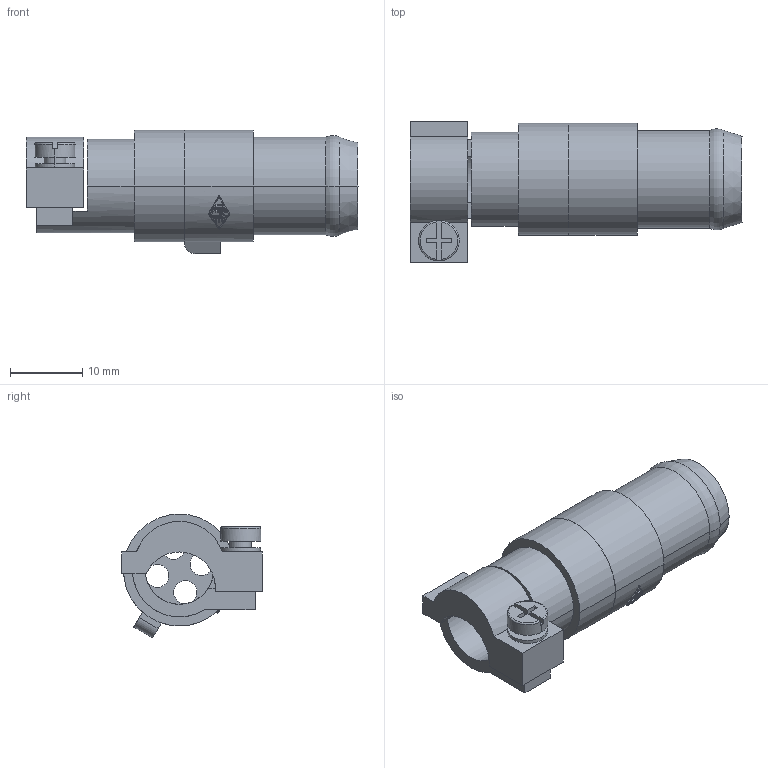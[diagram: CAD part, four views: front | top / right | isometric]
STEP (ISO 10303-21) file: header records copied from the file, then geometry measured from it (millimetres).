
FILE_DESCRIPTION(('Creo Elements/Direct Modeling STEP Export'),'2;1');
FILE_NAME('0ln7tug4dtld5v81304','2017-11-27T10:52:47',(''),(''),'PTC Creo Elements/Direct Modeling STEP processor for AP214 (Solid Model)','PTC Creo Elements/Direct Modeling 19.0E 27-Jun-2016 (C) Parametric Technology GmbH','');
FILE_SCHEMA(('AUTOMOTIVE_DESIGN { 1 0 10303 214 1 1 1 1 }'));
Length unit declared in the file: millimetre
Products named in the file (1): CX_04_BF
Bounding box: 46 x 19.5 x 17.16 mm (x, y, z)
Volume: 5104.4 mm3; surface area: 4559.3 mm2
Topology: 1 solids, 1 shells, 275 faces, 758 edges, 504 vertices
Faces by surface type: plane 207, cylinder 62, torus 4, cone 2
Entity records: 10466 total; most frequent: CARTESIAN_POINT 3532, ORIENTED_EDGE 1516, DIRECTION 1312, EDGE_CURVE 758, VECTOR 576, LINE 576, VERTEX_POINT 504, AXIS2_PLACEMENT_3D 368
